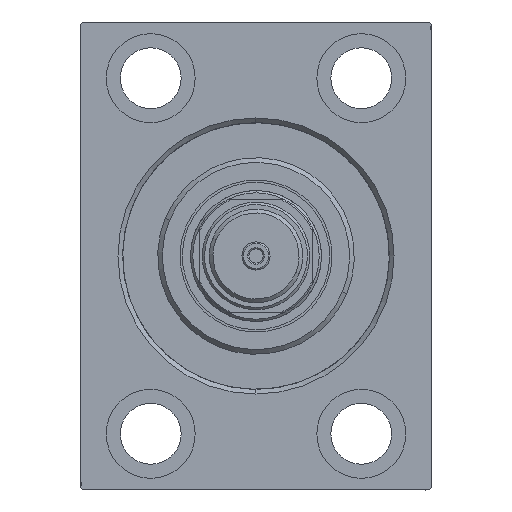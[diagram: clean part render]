
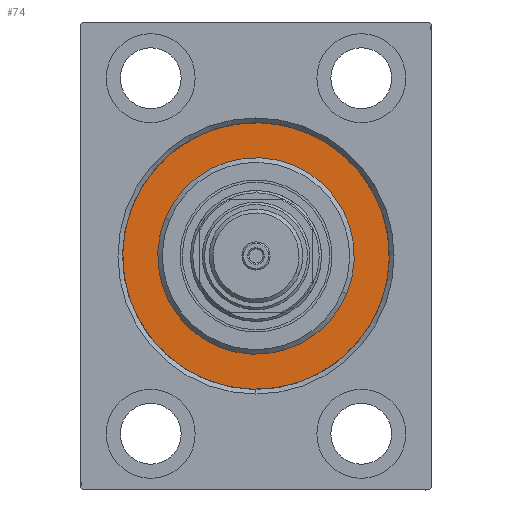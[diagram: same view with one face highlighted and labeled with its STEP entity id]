
A CAD part, left-side view. The second image highlights one B-rep face of the part: STEP entity #74.
In plain terms, the highlighted face is planar.
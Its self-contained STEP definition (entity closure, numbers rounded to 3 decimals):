
#74 = ADVANCED_FACE ( 'NONE', ( #43337, #25629 ), #21806, .F. ) ;
#1645 = AXIS2_PLACEMENT_3D ( 'NONE', #18220, #32808, #14643 ) ;
#1749 = CARTESIAN_POINT ( 'NONE',  ( 0., 0., 0. ) ) ;
#2155 = CIRCLE ( 'NONE', #33506, 28.5 ) ;
#5286 = EDGE_CURVE ( 'NONE', #36492, #33442, #20047, .T. ) ;
#5657 = ORIENTED_EDGE ( 'NONE', *, *, #38887, .F. ) ;
#9430 = CARTESIAN_POINT ( 'NONE',  ( 0., 0., 0. ) ) ;
#10826 = ORIENTED_EDGE ( 'NONE', *, *, #44095, .F. ) ;
#13078 = CARTESIAN_POINT ( 'NONE',  ( 0., 0., 21. ) ) ;
#13740 = CARTESIAN_POINT ( 'NONE',  ( 0., 0., 0. ) ) ;
#14021 = CARTESIAN_POINT ( 'NONE',  ( 0., 0., 0. ) ) ;
#14643 = DIRECTION ( 'NONE',  ( 0., 0., 1. ) ) ;
#16822 = DIRECTION ( 'NONE',  ( -1., 0., 0. ) ) ;
#18220 = CARTESIAN_POINT ( 'NONE',  ( 0., 0., 0. ) ) ;
#20047 = CIRCLE ( 'NONE', #26161, 21. ) ;
#20966 = VERTEX_POINT ( 'NONE', #29979 ) ;
#21806 = PLANE ( 'NONE',  #1645 ) ;
#23375 = AXIS2_PLACEMENT_3D ( 'NONE', #13740, #46473, #28540 ) ;
#25001 = DIRECTION ( 'NONE',  ( -1., 0., 0. ) ) ;
#25441 = EDGE_LOOP ( 'NONE', ( #10826, #5657 ) ) ;
#25629 = FACE_OUTER_BOUND ( 'NONE', #25441, .T. ) ;
#26161 = AXIS2_PLACEMENT_3D ( 'NONE', #1749, #41179, #40939 ) ;
#27834 = CARTESIAN_POINT ( 'NONE',  ( 0., 0., 28.5 ) ) ;
#28540 = DIRECTION ( 'NONE',  ( 0., 0., -1. ) ) ;
#29979 = CARTESIAN_POINT ( 'NONE',  ( 0., 0., -28.5 ) ) ;
#31354 = VERTEX_POINT ( 'NONE', #27834 ) ;
#32131 = EDGE_CURVE ( 'NONE', #33442, #36492, #34839, .T. ) ;
#32808 = DIRECTION ( 'NONE',  ( -1., 0., 0. ) ) ;
#33442 = VERTEX_POINT ( 'NONE', #35747 ) ;
#33506 = AXIS2_PLACEMENT_3D ( 'NONE', #14021, #25001, #36010 ) ;
#34213 = ORIENTED_EDGE ( 'NONE', *, *, #32131, .F. ) ;
#34839 = CIRCLE ( 'NONE', #23375, 21. ) ;
#35747 = CARTESIAN_POINT ( 'NONE',  ( 0., 0., -21. ) ) ;
#36010 = DIRECTION ( 'NONE',  ( 0., 0., 1. ) ) ;
#36492 = VERTEX_POINT ( 'NONE', #13078 ) ;
#38887 = EDGE_CURVE ( 'NONE', #31354, #20966, #2155, .T. ) ;
#40412 = CIRCLE ( 'NONE', #45012, 28.5 ) ;
#40939 = DIRECTION ( 'NONE',  ( 0., 0., -1. ) ) ;
#41179 = DIRECTION ( 'NONE',  ( 1., 0., 0. ) ) ;
#43337 = FACE_BOUND ( 'NONE', #46018, .T. ) ;
#43966 = ORIENTED_EDGE ( 'NONE', *, *, #5286, .F. ) ;
#44095 = EDGE_CURVE ( 'NONE', #20966, #31354, #40412, .T. ) ;
#45012 = AXIS2_PLACEMENT_3D ( 'NONE', #9430, #16822, #45981 ) ;
#45981 = DIRECTION ( 'NONE',  ( 0., 0., 1. ) ) ;
#46018 = EDGE_LOOP ( 'NONE', ( #43966, #34213 ) ) ;
#46473 = DIRECTION ( 'NONE',  ( 1., 0., 0. ) ) ;
